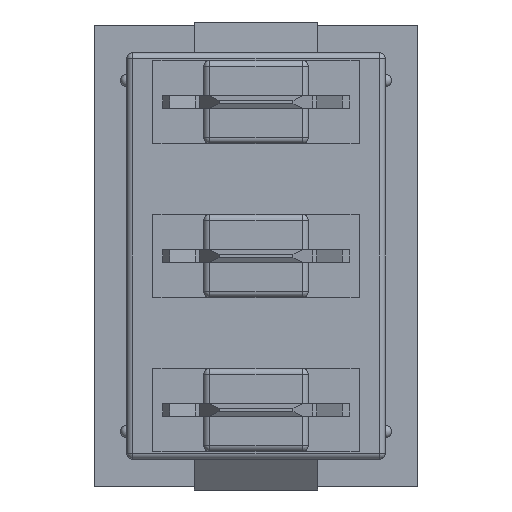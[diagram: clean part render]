
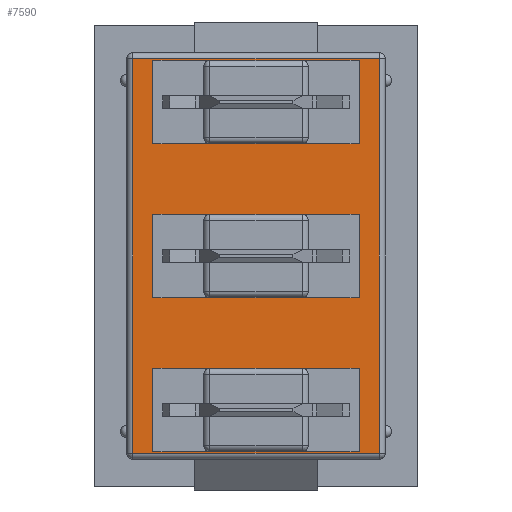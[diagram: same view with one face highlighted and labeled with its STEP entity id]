
A CAD part, front view. The second image highlights one B-rep face of the part: STEP entity #7590.
In plain terms, the highlighted planar face has unit normal (0, -1, 0).
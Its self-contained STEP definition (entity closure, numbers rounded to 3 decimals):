
#7590=ADVANCED_FACE('',(#17594,#17596,#17598,#17600),#17602,.F.);
#17594=FACE_BOUND('',#17595,.T.);
#17595=EDGE_LOOP('',(#32193,#32194,#32195,#32196));
#17596=FACE_BOUND('',#17597,.T.);
#17597=EDGE_LOOP('',(#32197,#32198,#32199,#32200));
#17598=FACE_BOUND('',#17599,.T.);
#17599=EDGE_LOOP('',(#32201,#32202,#32203,#32204));
#17600=FACE_BOUND('',#17601,.T.);
#17601=EDGE_LOOP('',(#32205,#32206,#32207,#32208));
#17602=PLANE('',#17603);
#17603=AXIS2_PLACEMENT_3D('',#17604,#17605,#17606);
#17604=CARTESIAN_POINT('',(0.,-8.,0.));
#17605=DIRECTION('',(0.,1.,0.));
#17606=DIRECTION('',(-1.,0.,0.));
#32193=ORIENTED_EDGE('',*,*,#37208,.F.);
#32194=ORIENTED_EDGE('',*,*,#37209,.F.);
#32195=ORIENTED_EDGE('',*,*,#37069,.F.);
#32196=ORIENTED_EDGE('',*,*,#37210,.F.);
#32197=ORIENTED_EDGE('',*,*,#37211,.F.);
#32198=ORIENTED_EDGE('',*,*,#37212,.F.);
#32199=ORIENTED_EDGE('',*,*,#37213,.F.);
#32200=ORIENTED_EDGE('',*,*,#37214,.F.);
#32201=ORIENTED_EDGE('',*,*,#37215,.F.);
#32202=ORIENTED_EDGE('',*,*,#37216,.F.);
#32203=ORIENTED_EDGE('',*,*,#37217,.F.);
#32204=ORIENTED_EDGE('',*,*,#37218,.F.);
#32205=ORIENTED_EDGE('',*,*,#37219,.F.);
#32206=ORIENTED_EDGE('',*,*,#37220,.F.);
#32207=ORIENTED_EDGE('',*,*,#37221,.F.);
#32208=ORIENTED_EDGE('',*,*,#37222,.F.);
#37069=EDGE_CURVE('',#42099,#42101,#42102,.T.);
#37208=EDGE_CURVE('',#42344,#42345,#42346,.T.);
#37209=EDGE_CURVE('',#42101,#42344,#42347,.T.);
#37210=EDGE_CURVE('',#42345,#42099,#42348,.T.);
#37211=EDGE_CURVE('',#42349,#42350,#42351,.F.);
#37212=EDGE_CURVE('',#42352,#42349,#42353,.F.);
#37213=EDGE_CURVE('',#42354,#42352,#42355,.F.);
#37214=EDGE_CURVE('',#42350,#42354,#42356,.F.);
#37215=EDGE_CURVE('',#42357,#42358,#42359,.F.);
#37216=EDGE_CURVE('',#42360,#42357,#42361,.F.);
#37217=EDGE_CURVE('',#42362,#42360,#42363,.F.);
#37218=EDGE_CURVE('',#42358,#42362,#42364,.F.);
#37219=EDGE_CURVE('',#42365,#42366,#42367,.F.);
#37220=EDGE_CURVE('',#42368,#42365,#42369,.F.);
#37221=EDGE_CURVE('',#42370,#42368,#42371,.F.);
#37222=EDGE_CURVE('',#42366,#42370,#42372,.F.);
#42099=VERTEX_POINT('',#53489);
#42101=VERTEX_POINT('',#53494);
#42102=LINE('',#53495,#53496);
#42344=VERTEX_POINT('',#54087);
#42345=VERTEX_POINT('',#54088);
#42346=LINE('',#54089,#54090);
#42347=LINE('',#54092,#54093);
#42348=LINE('',#54095,#54096);
#42349=VERTEX_POINT('',#54098);
#42350=VERTEX_POINT('',#54099);
#42351=LINE('',#54100,#54101);
#42352=VERTEX_POINT('',#54103);
#42353=LINE('',#54104,#54105);
#42354=VERTEX_POINT('',#54107);
#42355=LINE('',#54108,#54109);
#42356=LINE('',#54111,#54112);
#42357=VERTEX_POINT('',#54114);
#42358=VERTEX_POINT('',#54115);
#42359=LINE('',#54116,#54117);
#42360=VERTEX_POINT('',#54119);
#42361=LINE('',#54120,#54121);
#42362=VERTEX_POINT('',#54123);
#42363=LINE('',#54124,#54125);
#42364=LINE('',#54127,#54128);
#42365=VERTEX_POINT('',#54130);
#42366=VERTEX_POINT('',#54131);
#42367=LINE('',#54132,#54133);
#42368=VERTEX_POINT('',#54135);
#42369=LINE('',#54136,#54137);
#42370=VERTEX_POINT('',#54139);
#42371=LINE('',#54140,#54141);
#42372=LINE('',#54143,#54144);
#53489=CARTESIAN_POINT('',(-4.,-8.,-6.4));
#53494=CARTESIAN_POINT('',(-4.,-8.,6.4));
#53495=CARTESIAN_POINT('',(-4.,-8.,-6.4));
#53496=VECTOR('',#53497,1.);
#53497=DIRECTION('',(0.,0.,1.));
#54087=CARTESIAN_POINT('',(4.,-8.,6.4));
#54088=CARTESIAN_POINT('',(4.,-8.,-6.4));
#54089=CARTESIAN_POINT('',(4.,-8.,6.4));
#54090=VECTOR('',#54091,1.);
#54091=DIRECTION('',(0.,0.,-1.));
#54092=CARTESIAN_POINT('',(-4.,-8.,6.4));
#54093=VECTOR('',#54094,1.);
#54094=DIRECTION('',(1.,0.,0.));
#54095=CARTESIAN_POINT('',(4.,-8.,-6.4));
#54096=VECTOR('',#54097,1.);
#54097=DIRECTION('',(-1.,0.,0.));
#54098=CARTESIAN_POINT('',(3.35,-8.,-3.65));
#54099=CARTESIAN_POINT('',(-3.35,-8.,-3.65));
#54100=CARTESIAN_POINT('',(-3.35,-8.,-3.65));
#54101=VECTOR('',#54102,1.);
#54102=DIRECTION('',(1.,0.,0.));
#54103=CARTESIAN_POINT('',(3.35,-8.,-6.35));
#54104=CARTESIAN_POINT('',(3.35,-8.,-3.65));
#54105=VECTOR('',#54106,1.);
#54106=DIRECTION('',(0.,0.,-1.));
#54107=CARTESIAN_POINT('',(-3.35,-8.,-6.35));
#54108=CARTESIAN_POINT('',(3.35,-8.,-6.35));
#54109=VECTOR('',#54110,1.);
#54110=DIRECTION('',(-1.,0.,0.));
#54111=CARTESIAN_POINT('',(-3.35,-8.,-6.35));
#54112=VECTOR('',#54113,1.);
#54113=DIRECTION('',(0.,0.,1.));
#54114=CARTESIAN_POINT('',(3.35,-8.,1.35));
#54115=CARTESIAN_POINT('',(-3.35,-8.,1.35));
#54116=CARTESIAN_POINT('',(-3.35,-8.,1.35));
#54117=VECTOR('',#54118,1.);
#54118=DIRECTION('',(1.,0.,0.));
#54119=CARTESIAN_POINT('',(3.35,-8.,-1.35));
#54120=CARTESIAN_POINT('',(3.35,-8.,1.35));
#54121=VECTOR('',#54122,1.);
#54122=DIRECTION('',(0.,0.,-1.));
#54123=CARTESIAN_POINT('',(-3.35,-8.,-1.35));
#54124=CARTESIAN_POINT('',(3.35,-8.,-1.35));
#54125=VECTOR('',#54126,1.);
#54126=DIRECTION('',(-1.,0.,0.));
#54127=CARTESIAN_POINT('',(-3.35,-8.,-1.35));
#54128=VECTOR('',#54129,1.);
#54129=DIRECTION('',(0.,0.,1.));
#54130=CARTESIAN_POINT('',(3.35,-8.,6.35));
#54131=CARTESIAN_POINT('',(-3.35,-8.,6.35));
#54132=CARTESIAN_POINT('',(-3.35,-8.,6.35));
#54133=VECTOR('',#54134,1.);
#54134=DIRECTION('',(1.,0.,0.));
#54135=CARTESIAN_POINT('',(3.35,-8.,3.65));
#54136=CARTESIAN_POINT('',(3.35,-8.,6.35));
#54137=VECTOR('',#54138,1.);
#54138=DIRECTION('',(0.,0.,-1.));
#54139=CARTESIAN_POINT('',(-3.35,-8.,3.65));
#54140=CARTESIAN_POINT('',(3.35,-8.,3.65));
#54141=VECTOR('',#54142,1.);
#54142=DIRECTION('',(-1.,0.,0.));
#54143=CARTESIAN_POINT('',(-3.35,-8.,3.65));
#54144=VECTOR('',#54145,1.);
#54145=DIRECTION('',(0.,0.,1.));
